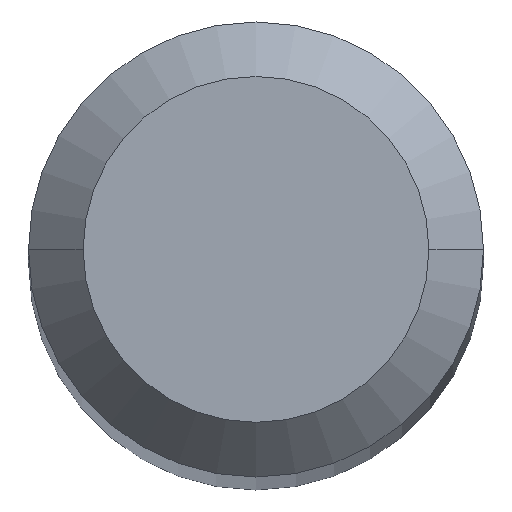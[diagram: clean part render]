
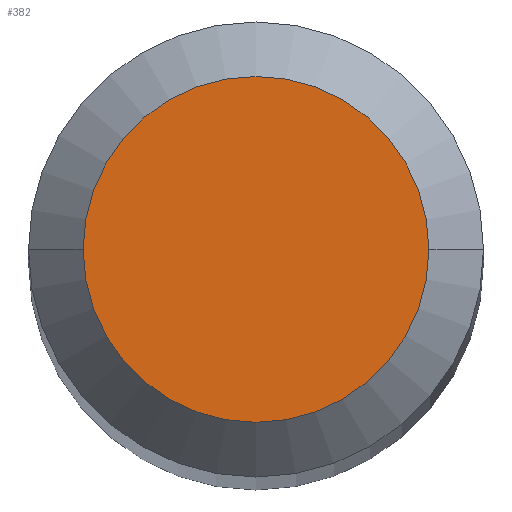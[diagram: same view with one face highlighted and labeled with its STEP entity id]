
A CAD part, top view. The second image highlights one B-rep face of the part: STEP entity #382.
In plain terms, the highlighted planar face has unit normal (0, 0, 1).
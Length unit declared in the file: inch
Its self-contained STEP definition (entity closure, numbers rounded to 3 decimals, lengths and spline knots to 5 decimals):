
#7 = AXIS2_PLACEMENT_3D ( 'NONE', #108, #390, #68 ) ;
#8 = CARTESIAN_POINT ( 'NONE',  ( 0.0475, 0., 0. ) ) ;
#13 = VERTEX_POINT ( 'NONE', #122 ) ;
#40 = CIRCLE ( 'NONE', #226, 0.0475 ) ;
#68 = DIRECTION ( 'NONE',  ( 1., 0., 0. ) ) ;
#78 = PLANE ( 'NONE',  #414 ) ;
#108 = CARTESIAN_POINT ( 'NONE',  ( 0., 0., 0. ) ) ;
#110 = EDGE_LOOP ( 'NONE', ( #190, #200 ) ) ;
#122 = CARTESIAN_POINT ( 'NONE',  ( -0.0475, 0., 0. ) ) ;
#153 = VERTEX_POINT ( 'NONE', #8 ) ;
#181 = EDGE_CURVE ( 'NONE', #153, #13, #362, .T. ) ;
#190 = ORIENTED_EDGE ( 'NONE', *, *, #463, .T. ) ;
#194 = DIRECTION ( 'NONE',  ( 0., 0., 1. ) ) ;
#200 = ORIENTED_EDGE ( 'NONE', *, *, #181, .T. ) ;
#226 = AXIS2_PLACEMENT_3D ( 'NONE', #231, #194, #423 ) ;
#231 = CARTESIAN_POINT ( 'NONE',  ( 0., 0., 0. ) ) ;
#238 = DIRECTION ( 'NONE',  ( -1., 0., 0. ) ) ;
#262 = CARTESIAN_POINT ( 'NONE',  ( 0., 0.0475, 0. ) ) ;
#362 = CIRCLE ( 'NONE', #7, 0.0475 ) ;
#382 = ADVANCED_FACE ( 'NONE', ( #403 ), #78, .F. ) ;
#390 = DIRECTION ( 'NONE',  ( 0., 0., 1. ) ) ;
#403 = FACE_OUTER_BOUND ( 'NONE', #110, .T. ) ;
#410 = DIRECTION ( 'NONE',  ( 0., 0., -1. ) ) ;
#414 = AXIS2_PLACEMENT_3D ( 'NONE', #262, #410, #238 ) ;
#423 = DIRECTION ( 'NONE',  ( 1., 0., 0. ) ) ;
#463 = EDGE_CURVE ( 'NONE', #13, #153, #40, .T. ) ;
